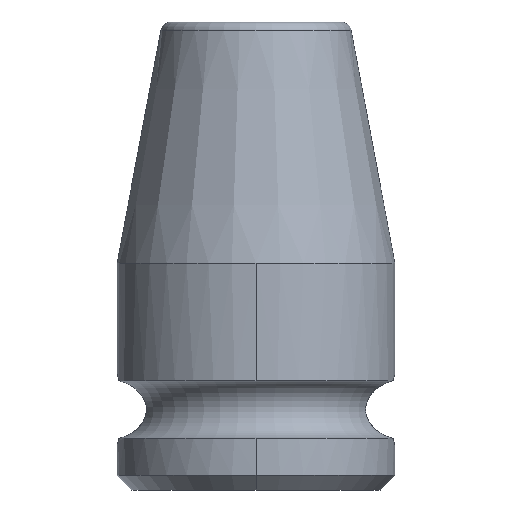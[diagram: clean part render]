
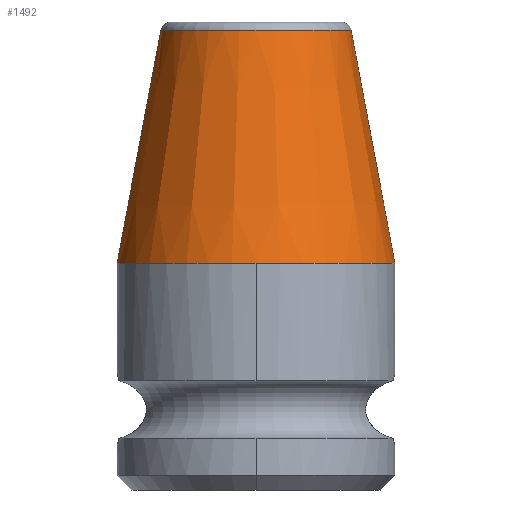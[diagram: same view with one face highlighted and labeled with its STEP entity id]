
A CAD part, left-side view. The second image highlights one B-rep face of the part: STEP entity #1492.
In plain terms, the highlighted conical face has half-angle 10.641 degrees and reference radius 8.004 mm.
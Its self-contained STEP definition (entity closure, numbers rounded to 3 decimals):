
#334=DIRECTION('',(0.,0.185,-0.983));
#335=VECTOR('',#334,16.208);
#336=CARTESIAN_POINT('',(0.,6.507,
31.429));
#337=LINE('',#336,#335);
#338=DIRECTION('',(0.,-0.185,-0.983));
#339=VECTOR('',#338,16.208);
#340=CARTESIAN_POINT('',(0.,-6.507,
31.429));
#341=LINE('',#340,#339);
#342=CARTESIAN_POINT('',(0.,0.,31.429));
#343=DIRECTION('',(0.,0.,1.));
#344=DIRECTION('',(0.,1.,0.));
#345=AXIS2_PLACEMENT_3D('',#342,#343,#344);
#417=CARTESIAN_POINT('',(0.,0.,15.5));
#418=DIRECTION('',(0.,0.,1.));
#419=DIRECTION('',(-1.,0.,0.));
#420=AXIS2_PLACEMENT_3D('',#417,#418,#419);
#465=CARTESIAN_POINT('',(0.,0.,15.5));
#466=DIRECTION('',(0.,0.,1.));
#467=DIRECTION('',(0.,1.,0.));
#468=AXIS2_PLACEMENT_3D('',#465,#466,#467);
#1069=CARTESIAN_POINT('',(0.,9.5,15.5));
#1070=CARTESIAN_POINT('',(-9.5,0.,15.5));
#1071=VERTEX_POINT('',#1069);
#1072=VERTEX_POINT('',#1070);
#1073=CARTESIAN_POINT('',(0.,-9.5,15.5));
#1074=VERTEX_POINT('',#1073);
#1081=CARTESIAN_POINT('',(0.,6.507,31.429));
#1082=CARTESIAN_POINT('',(0.,-6.507,31.429));
#1083=VERTEX_POINT('',#1081);
#1084=VERTEX_POINT('',#1082);
#1478=CARTESIAN_POINT('',(0.,0.,23.465));
#1479=DIRECTION('',(0.,0.,-1.));
#1480=DIRECTION('',(0.,-1.,0.));
#1481=AXIS2_PLACEMENT_3D('',#1478,#1479,#1480);
#1482=CONICAL_SURFACE('',#1481,8.004,10.641);
#1483=ORIENTED_EDGE('',*,*,#1441,.T.);
#1484=ORIENTED_EDGE('',*,*,#1473,.T.);
#1486=ORIENTED_EDGE('',*,*,#1485,.F.);
#1488=ORIENTED_EDGE('',*,*,#1487,.F.);
#1489=ORIENTED_EDGE('',*,*,#1467,.F.);
#1490=EDGE_LOOP('',(#1483,#1484,#1486,#1488,#1489));
#1491=FACE_OUTER_BOUND('',#1490,.F.);
#1492=ADVANCED_FACE('',(#1491),#1482,.T.);
#346=CIRCLE('',#345,6.507);
#421=CIRCLE('',#420,9.5);
#469=CIRCLE('',#468,9.5);
#1441=EDGE_CURVE('',#1083,#1084,#346,.T.);
#1467=EDGE_CURVE('',#1083,#1071,#337,.T.);
#1473=EDGE_CURVE('',#1084,#1074,#341,.T.);
#1485=EDGE_CURVE('',#1072,#1074,#421,.T.);
#1487=EDGE_CURVE('',#1071,#1072,#469,.T.);
